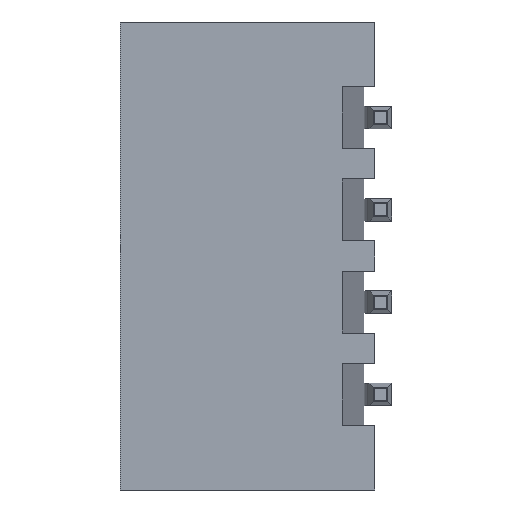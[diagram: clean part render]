
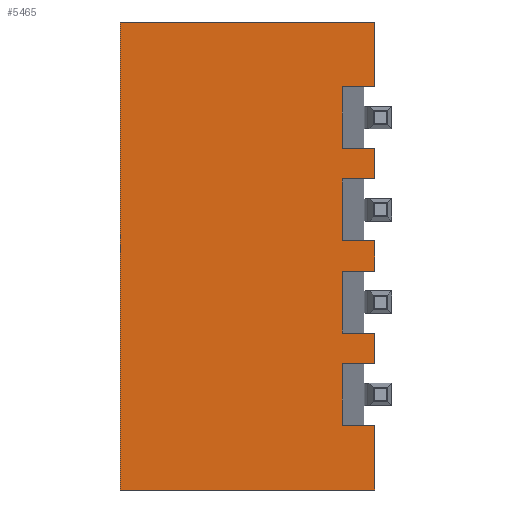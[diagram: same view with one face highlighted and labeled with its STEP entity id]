
A CAD part, left-side view. The second image highlights one B-rep face of the part: STEP entity #5465.
In plain terms, the highlighted planar face has unit normal (-1, 0, 0).
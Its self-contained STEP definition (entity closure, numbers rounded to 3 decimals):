
#360=PLANE('',#5861);
#656=FACE_OUTER_BOUND('',#965,.T.);
#965=EDGE_LOOP('',(#4738,#4739,#4740,#4741,#4742,#4743,#4744,#4745,#4746,
#4747,#4748,#4749,#4750,#4751,#4752,#4753,#4754,#4755,#4756,#4757));
#1345=LINE('',#9136,#1906);
#1497=LINE('',#9685,#2058);
#1501=LINE('',#9697,#2062);
#1503=LINE('',#9702,#2064);
#1508=LINE('',#9711,#2069);
#1514=LINE('',#9723,#2075);
#1516=LINE('',#9728,#2077);
#1521=LINE('',#9737,#2082);
#1527=LINE('',#9749,#2088);
#1529=LINE('',#9753,#2090);
#1532=LINE('',#9758,#2093);
#1554=LINE('',#9812,#2115);
#1558=LINE('',#9820,#2119);
#1564=LINE('',#9832,#2125);
#1566=LINE('',#9835,#2127);
#1567=LINE('',#9837,#2128);
#1568=LINE('',#9839,#2129);
#1569=LINE('',#9841,#2130);
#1570=LINE('',#9842,#2131);
#1571=LINE('',#9843,#2132);
#1906=VECTOR('',#6707,10.);
#2058=VECTOR('',#7001,10.);
#2062=VECTOR('',#7013,10.);
#2064=VECTOR('',#7017,10.);
#2069=VECTOR('',#7024,10.);
#2075=VECTOR('',#7036,10.);
#2077=VECTOR('',#7040,10.);
#2082=VECTOR('',#7047,10.);
#2088=VECTOR('',#7059,10.);
#2090=VECTOR('',#7063,10.);
#2093=VECTOR('',#7068,10.);
#2115=VECTOR('',#7132,10.);
#2119=VECTOR('',#7138,10.);
#2125=VECTOR('',#7150,10.);
#2127=VECTOR('',#7154,10.);
#2128=VECTOR('',#7155,10.);
#2129=VECTOR('',#7156,10.);
#2130=VECTOR('',#7157,10.);
#2131=VECTOR('',#7158,10.);
#2132=VECTOR('',#7159,10.);
#2426=VERTEX_POINT('',#9133);
#2427=VERTEX_POINT('',#9135);
#2549=VERTEX_POINT('',#9683);
#2553=VERTEX_POINT('',#9696);
#2554=VERTEX_POINT('',#9700);
#2555=VERTEX_POINT('',#9701);
#2558=VERTEX_POINT('',#9710);
#2561=VERTEX_POINT('',#9722);
#2562=VERTEX_POINT('',#9726);
#2563=VERTEX_POINT('',#9727);
#2566=VERTEX_POINT('',#9736);
#2569=VERTEX_POINT('',#9748);
#2570=VERTEX_POINT('',#9752);
#2571=VERTEX_POINT('',#9756);
#2582=VERTEX_POINT('',#9811);
#2585=VERTEX_POINT('',#9819);
#2588=VERTEX_POINT('',#9831);
#2589=VERTEX_POINT('',#9836);
#2590=VERTEX_POINT('',#9838);
#2591=VERTEX_POINT('',#9840);
#3051=EDGE_CURVE('',#2426,#2427,#1345,.T.);
#3240=EDGE_CURVE('',#2549,#2426,#1497,.T.);
#3246=EDGE_CURVE('',#2553,#2427,#1501,.T.);
#3248=EDGE_CURVE('',#2554,#2555,#1503,.T.);
#3253=EDGE_CURVE('',#2555,#2558,#1508,.T.);
#3259=EDGE_CURVE('',#2558,#2561,#1514,.T.);
#3261=EDGE_CURVE('',#2562,#2563,#1516,.T.);
#3266=EDGE_CURVE('',#2563,#2566,#1521,.T.);
#3272=EDGE_CURVE('',#2566,#2569,#1527,.T.);
#3274=EDGE_CURVE('',#2570,#2554,#1529,.T.);
#3277=EDGE_CURVE('',#2569,#2571,#1532,.T.);
#3303=EDGE_CURVE('',#2582,#2570,#1554,.T.);
#3307=EDGE_CURVE('',#2585,#2582,#1558,.T.);
#3313=EDGE_CURVE('',#2588,#2585,#1564,.T.);
#3315=EDGE_CURVE('',#2561,#2562,#1566,.T.);
#3316=EDGE_CURVE('',#2571,#2589,#1567,.T.);
#3317=EDGE_CURVE('',#2589,#2590,#1568,.T.);
#3318=EDGE_CURVE('',#2590,#2591,#1569,.T.);
#3319=EDGE_CURVE('',#2591,#2553,#1570,.T.);
#3320=EDGE_CURVE('',#2549,#2588,#1571,.T.);
#4738=ORIENTED_EDGE('',*,*,#3259,.T.);
#4739=ORIENTED_EDGE('',*,*,#3315,.T.);
#4740=ORIENTED_EDGE('',*,*,#3261,.T.);
#4741=ORIENTED_EDGE('',*,*,#3266,.T.);
#4742=ORIENTED_EDGE('',*,*,#3272,.T.);
#4743=ORIENTED_EDGE('',*,*,#3277,.T.);
#4744=ORIENTED_EDGE('',*,*,#3316,.T.);
#4745=ORIENTED_EDGE('',*,*,#3317,.T.);
#4746=ORIENTED_EDGE('',*,*,#3318,.T.);
#4747=ORIENTED_EDGE('',*,*,#3319,.T.);
#4748=ORIENTED_EDGE('',*,*,#3246,.T.);
#4749=ORIENTED_EDGE('',*,*,#3051,.F.);
#4750=ORIENTED_EDGE('',*,*,#3240,.F.);
#4751=ORIENTED_EDGE('',*,*,#3320,.T.);
#4752=ORIENTED_EDGE('',*,*,#3313,.T.);
#4753=ORIENTED_EDGE('',*,*,#3307,.T.);
#4754=ORIENTED_EDGE('',*,*,#3303,.T.);
#4755=ORIENTED_EDGE('',*,*,#3274,.T.);
#4756=ORIENTED_EDGE('',*,*,#3248,.T.);
#4757=ORIENTED_EDGE('',*,*,#3253,.T.);
#5465=ADVANCED_FACE('',(#656),#360,.T.);
#5861=AXIS2_PLACEMENT_3D('',#9834,#7152,#7153);
#6707=DIRECTION('',(0.,0.,1.));
#7001=DIRECTION('',(0.,1.,0.));
#7013=DIRECTION('',(0.,1.,0.));
#7017=DIRECTION('',(0.,1.,0.));
#7024=DIRECTION('',(0.,0.,1.));
#7036=DIRECTION('',(0.,-1.,0.));
#7040=DIRECTION('',(0.,1.,0.));
#7047=DIRECTION('',(0.,0.,1.));
#7059=DIRECTION('',(0.,-1.,0.));
#7063=DIRECTION('',(0.,0.,1.));
#7068=DIRECTION('',(0.,0.,1.));
#7132=DIRECTION('',(0.,-1.,0.));
#7138=DIRECTION('',(0.,0.,1.));
#7150=DIRECTION('',(0.,1.,0.));
#7152=DIRECTION('center_axis',(-1.,0.,0.));
#7153=DIRECTION('ref_axis',(0.,0.,1.));
#7154=DIRECTION('',(0.,0.,1.));
#7155=DIRECTION('',(0.,1.,0.));
#7156=DIRECTION('',(0.,0.,1.));
#7157=DIRECTION('',(0.,-1.,0.));
#7158=DIRECTION('',(0.,0.,1.));
#7159=DIRECTION('',(0.,0.,1.));
#9133=CARTESIAN_POINT('',(-2.85,7.,-6.44));
#9135=CARTESIAN_POINT('',(-2.85,7.,6.44));
#9136=CARTESIAN_POINT('',(-2.85,7.,-6.44));
#9683=CARTESIAN_POINT('',(-2.85,0.,-6.44));
#9685=CARTESIAN_POINT('',(-2.85,0.,-6.44));
#9696=CARTESIAN_POINT('',(-2.85,0.,6.44));
#9697=CARTESIAN_POINT('',(-2.85,0.,6.44));
#9700=CARTESIAN_POINT('',(-2.85,0.,-2.12));
#9701=CARTESIAN_POINT('',(-2.85,0.9,-2.12));
#9702=CARTESIAN_POINT('',(-2.85,0.225,-2.12));
#9710=CARTESIAN_POINT('',(-2.85,0.9,-0.42));
#9711=CARTESIAN_POINT('',(-2.85,0.9,-3.855));
#9722=CARTESIAN_POINT('',(-2.85,0.,-0.42));
#9723=CARTESIAN_POINT('',(-2.85,0.225,-0.42));
#9726=CARTESIAN_POINT('',(-2.85,0.,0.42));
#9727=CARTESIAN_POINT('',(-2.85,0.9,0.42));
#9728=CARTESIAN_POINT('',(-2.85,0.225,0.42));
#9736=CARTESIAN_POINT('',(-2.85,0.9,2.12));
#9737=CARTESIAN_POINT('',(-2.85,0.9,-2.585));
#9748=CARTESIAN_POINT('',(-2.85,0.,2.12));
#9749=CARTESIAN_POINT('',(-2.85,0.225,2.12));
#9752=CARTESIAN_POINT('',(-2.85,0.,-2.96));
#9753=CARTESIAN_POINT('',(-2.85,0.,-6.44));
#9756=CARTESIAN_POINT('',(-2.85,0.,2.96));
#9758=CARTESIAN_POINT('',(-2.85,0.,-6.44));
#9811=CARTESIAN_POINT('',(-2.85,0.9,-2.96));
#9812=CARTESIAN_POINT('',(-2.85,0.225,-2.96));
#9819=CARTESIAN_POINT('',(-2.85,0.9,-4.66));
#9820=CARTESIAN_POINT('',(-2.85,0.9,-5.125));
#9831=CARTESIAN_POINT('',(-2.85,0.,-4.66));
#9832=CARTESIAN_POINT('',(-2.85,0.225,-4.66));
#9834=CARTESIAN_POINT('Origin',(-2.85,0.,-6.44));
#9835=CARTESIAN_POINT('',(-2.85,0.,-6.44));
#9836=CARTESIAN_POINT('',(-2.85,0.9,2.96));
#9837=CARTESIAN_POINT('',(-2.85,0.225,2.96));
#9838=CARTESIAN_POINT('',(-2.85,0.9,4.66));
#9839=CARTESIAN_POINT('',(-2.85,0.9,-1.315));
#9840=CARTESIAN_POINT('',(-2.85,0.,4.66));
#9841=CARTESIAN_POINT('',(-2.85,0.225,4.66));
#9842=CARTESIAN_POINT('',(-2.85,0.,-6.44));
#9843=CARTESIAN_POINT('',(-2.85,0.,-6.44));
